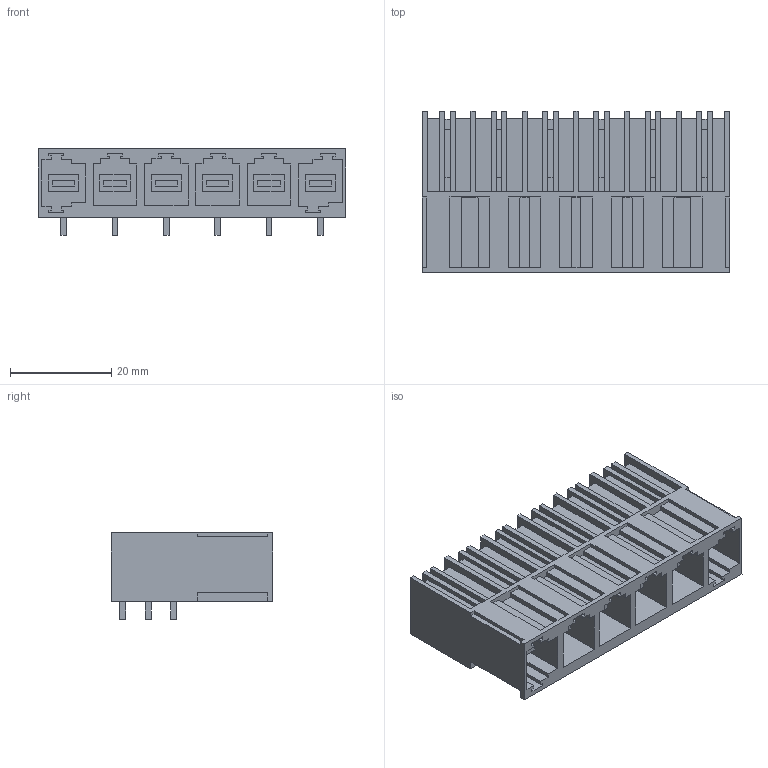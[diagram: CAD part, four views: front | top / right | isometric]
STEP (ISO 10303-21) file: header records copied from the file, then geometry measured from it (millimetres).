
FILE_DESCRIPTION(('CATIA V5 STEP Exchange','CAx-IF Rec.Pracs.--- Model Styling and Organization---1.2---2011-12-15'),'2;1');
FILE_NAME ('D1456656_0_1813370000_1813370000.stp','2018-03-07T11:20:06+00:00',('none'),('Weidmueller'),'CATIA Version 5-6 Release 2014','CATIA V5 STEP AP214','none');
FILE_SCHEMA(('AUTOMOTIVE_DESIGN { 1 0 10303 214 1 1 1 1 }'));
Length unit declared in the file: millimetre
Products named in the file (1): 1813370000
Bounding box: 60.96 x 32 x 17.1 mm (x, y, z)
Volume: 14520.9 mm3; surface area: 18259.7 mm2
Topology: 7 solids, 7 shells, 677 faces, 2044 edges, 1394 vertices
Faces by surface type: plane 657, cylinder 20
Entity records: 21928 total; most frequent: ORIENTED_EDGE 4088, CARTESIAN_POINT 3986, DIRECTION 2839, EDGE_CURVE 2044, VECTOR 1984, LINE 1984, VERTEX_POINT 1394, EDGE_LOOP 712
